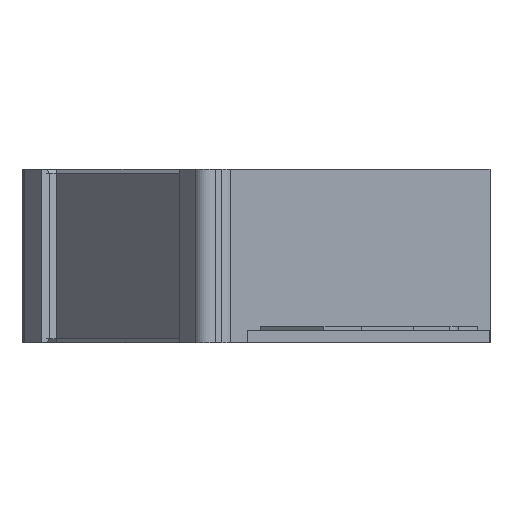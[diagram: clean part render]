
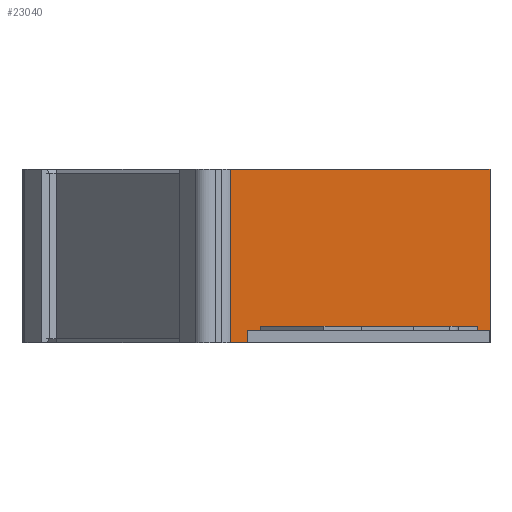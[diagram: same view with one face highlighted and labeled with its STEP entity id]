
A CAD part, left-side view. The second image highlights one B-rep face of the part: STEP entity #23040.
In plain terms, the highlighted planar face has unit normal (-1, 0, 0).
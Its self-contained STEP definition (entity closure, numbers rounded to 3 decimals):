
#2158=FACE_OUTER_BOUND('',#3449,.T.);
#3449=EDGE_LOOP('',(#15503,#15504,#15505,#15506));
#4817=LINE('',#28708,#7065);
#4864=LINE('',#28821,#7112);
#4914=LINE('',#28936,#7162);
#4916=LINE('',#28939,#7164);
#7065=VECTOR('',#25075,10.);
#7112=VECTOR('',#25166,10.);
#7162=VECTOR('',#25294,10.);
#7164=VECTOR('',#25298,10.);
#9317=VERTEX_POINT('',#28705);
#9318=VERTEX_POINT('',#28707);
#9361=VERTEX_POINT('',#28818);
#9362=VERTEX_POINT('',#28820);
#11699=EDGE_CURVE('',#9317,#9318,#4817,.T.);
#11756=EDGE_CURVE('',#9361,#9362,#4864,.T.);
#11816=EDGE_CURVE('',#9318,#9361,#4914,.T.);
#11818=EDGE_CURVE('',#9317,#9362,#4916,.T.);
#15503=ORIENTED_EDGE('',*,*,#11816,.F.);
#15504=ORIENTED_EDGE('',*,*,#11699,.F.);
#15505=ORIENTED_EDGE('',*,*,#11818,.T.);
#15506=ORIENTED_EDGE('',*,*,#11756,.F.);
#22399=PLANE('',#24398);
#23040=ADVANCED_FACE('',(#2158),#22399,.T.);
#24398=AXIS2_PLACEMENT_3D('',#28938,#25296,#25297);
#25075=DIRECTION('',(0.,1.,0.));
#25166=DIRECTION('',(0.,-1.,0.));
#25294=DIRECTION('',(0.,0.,1.));
#25296=DIRECTION('center_axis',(-1.,0.,0.));
#25297=DIRECTION('ref_axis',(0.,-1.,0.));
#25298=DIRECTION('',(0.,0.,1.));
#28705=CARTESIAN_POINT('',(-3.,0.,0.));
#28707=CARTESIAN_POINT('',(-3.,37.314,0.));
#28708=CARTESIAN_POINT('',(-3.,0.,0.));
#28818=CARTESIAN_POINT('',(-3.,37.314,25.));
#28820=CARTESIAN_POINT('',(-3.,0.,25.));
#28821=CARTESIAN_POINT('',(-3.,0.,25.));
#28936=CARTESIAN_POINT('',(-3.,37.314,0.));
#28938=CARTESIAN_POINT('Origin',(-3.,38.,0.));
#28939=CARTESIAN_POINT('',(-3.,0.,0.));
